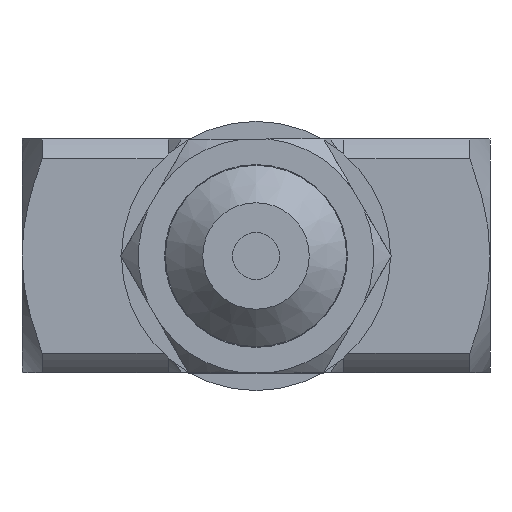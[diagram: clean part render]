
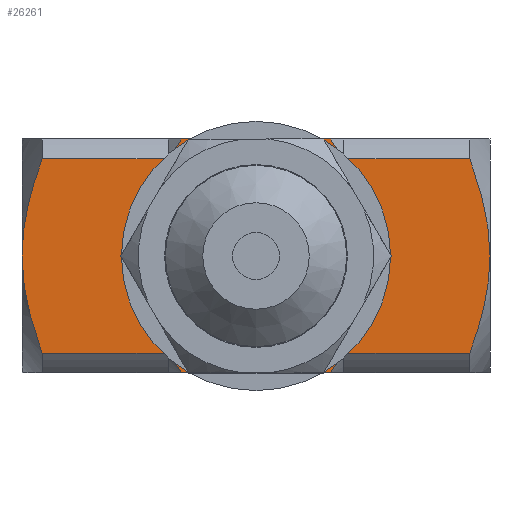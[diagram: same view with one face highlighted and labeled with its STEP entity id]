
A CAD part, front view. The second image highlights one B-rep face of the part: STEP entity #26261.
In plain terms, the highlighted planar face has unit normal (0, -1, 0).
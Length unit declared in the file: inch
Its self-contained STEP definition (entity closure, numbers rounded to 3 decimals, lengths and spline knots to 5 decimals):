
#1573=LINE('',#32924,#4173);
#4008=LINE('',#45678,#6608);
#4013=LINE('',#45762,#6613);
#4014=LINE('',#45768,#6614);
#4015=LINE('',#45806,#6615);
#4016=LINE('',#45823,#6616);
#4173=VECTOR('',#27859,0.3937);
#6608=VECTOR('',#31796,0.3937);
#6613=VECTOR('',#31881,0.3937);
#6614=VECTOR('',#31890,0.3937);
#6615=VECTOR('',#31933,0.3937);
#6616=VECTOR('',#31956,0.3937);
#6737=(
BOUNDED_CURVE()
B_SPLINE_CURVE(2,(#45748,#45749,#45750),.UNSPECIFIED.,.F.,.F.)
B_SPLINE_CURVE_WITH_KNOTS((3,3),(1.52621,1.93378),
 .UNSPECIFIED.)
CURVE()
GEOMETRIC_REPRESENTATION_ITEM()
RATIONAL_B_SPLINE_CURVE((1.015,1.009,1.))
REPRESENTATION_ITEM('')
);
#6738=(
BOUNDED_CURVE()
B_SPLINE_CURVE(2,(#45754,#45755,#45756),.UNSPECIFIED.,.F.,.F.)
B_SPLINE_CURVE_WITH_KNOTS((3,3),(0.,0.40758),.UNSPECIFIED.)
CURVE()
GEOMETRIC_REPRESENTATION_ITEM()
RATIONAL_B_SPLINE_CURVE((1.,1.009,1.015))
REPRESENTATION_ITEM('')
);
#6739=(
BOUNDED_CURVE()
B_SPLINE_CURVE(2,(#45772,#45773,#45774),.UNSPECIFIED.,.F.,.F.)
B_SPLINE_CURVE_WITH_KNOTS((3,3),(0.,1.35251),.UNSPECIFIED.)
CURVE()
GEOMETRIC_REPRESENTATION_ITEM()
RATIONAL_B_SPLINE_CURVE((1.,1.072,1.))
REPRESENTATION_ITEM('')
);
#6740=(
BOUNDED_CURVE()
B_SPLINE_CURVE(2,(#45779,#45780,#45781),.UNSPECIFIED.,.F.,.F.)
B_SPLINE_CURVE_WITH_KNOTS((3,3),(1.35251,2.70503),
 .UNSPECIFIED.)
CURVE()
GEOMETRIC_REPRESENTATION_ITEM()
RATIONAL_B_SPLINE_CURVE((1.,1.072,1.))
REPRESENTATION_ITEM('')
);
#6741=(
BOUNDED_CURVE()
B_SPLINE_CURVE(2,(#45790,#45791,#45792),.UNSPECIFIED.,.F.,.F.)
B_SPLINE_CURVE_WITH_KNOTS((3,3),(1.52621,1.93378),
 .UNSPECIFIED.)
CURVE()
GEOMETRIC_REPRESENTATION_ITEM()
RATIONAL_B_SPLINE_CURVE((1.015,1.009,1.))
REPRESENTATION_ITEM('')
);
#6742=(
BOUNDED_CURVE()
B_SPLINE_CURVE(2,(#45795,#45796,#45797),.UNSPECIFIED.,.F.,.F.)
B_SPLINE_CURVE_WITH_KNOTS((3,3),(0.,0.40758),.UNSPECIFIED.)
CURVE()
GEOMETRIC_REPRESENTATION_ITEM()
RATIONAL_B_SPLINE_CURVE((1.,1.009,1.015))
REPRESENTATION_ITEM('')
);
#6743=(
BOUNDED_CURVE()
B_SPLINE_CURVE(2,(#45814,#45815,#45816),.UNSPECIFIED.,.F.,.F.)
B_SPLINE_CURVE_WITH_KNOTS((3,3),(0.,1.35251),.UNSPECIFIED.)
CURVE()
GEOMETRIC_REPRESENTATION_ITEM()
RATIONAL_B_SPLINE_CURVE((1.,1.072,1.))
REPRESENTATION_ITEM('')
);
#6744=(
BOUNDED_CURVE()
B_SPLINE_CURVE(2,(#45826,#45827,#45828),.UNSPECIFIED.,.F.,.F.)
B_SPLINE_CURVE_WITH_KNOTS((3,3),(1.35251,2.70503),
 .UNSPECIFIED.)
CURVE()
GEOMETRIC_REPRESENTATION_ITEM()
RATIONAL_B_SPLINE_CURVE((1.,1.072,1.))
REPRESENTATION_ITEM('')
);
#7588=PLANE('',#27393);
#7782=FACE_BOUND('',#10729,.T.);
#9168=FACE_OUTER_BOUND('',#10728,.T.);
#10728=EDGE_LOOP('',(#24340,#24341,#24342,#24343,#24344,#24345,#24346,#24347,
#24348,#24349,#24350,#24351,#24352,#24353));
#10729=EDGE_LOOP('',(#24354));
#11038=CIRCLE('',#27394,0.31469);
#11240=VERTEX_POINT('',#32884);
#11251=VERTEX_POINT('',#32920);
#13467=VERTEX_POINT('',#45673);
#13468=VERTEX_POINT('',#45677);
#13478=VERTEX_POINT('',#45747);
#13479=VERTEX_POINT('',#45753);
#13480=VERTEX_POINT('',#45761);
#13481=VERTEX_POINT('',#45767);
#13482=VERTEX_POINT('',#45771);
#13483=VERTEX_POINT('',#45788);
#13484=VERTEX_POINT('',#45794);
#13485=VERTEX_POINT('',#45804);
#13486=VERTEX_POINT('',#45812);
#13487=VERTEX_POINT('',#45822);
#13488=VERTEX_POINT('',#45832);
#13798=EDGE_CURVE('',#11240,#11251,#1573,.T.);
#17121=EDGE_CURVE('',#13467,#13468,#4008,.T.);
#17134=EDGE_CURVE('',#13467,#13478,#6737,.T.);
#17136=EDGE_CURVE('',#13479,#11240,#6738,.T.);
#17139=EDGE_CURVE('',#13478,#13480,#4013,.T.);
#17142=EDGE_CURVE('',#13481,#13479,#4014,.T.);
#17144=EDGE_CURVE('',#13480,#13482,#6739,.T.);
#17147=EDGE_CURVE('',#13482,#13481,#6740,.T.);
#17152=EDGE_CURVE('',#11251,#13483,#6741,.T.);
#17153=EDGE_CURVE('',#13484,#13468,#6742,.T.);
#17158=EDGE_CURVE('',#13483,#13485,#4015,.T.);
#17162=EDGE_CURVE('',#13485,#13486,#6743,.T.);
#17165=EDGE_CURVE('',#13487,#13484,#4016,.T.);
#17167=EDGE_CURVE('',#13486,#13487,#6744,.T.);
#17169=EDGE_CURVE('',#13488,#13488,#11038,.T.);
#24340=ORIENTED_EDGE('',*,*,#17134,.T.);
#24341=ORIENTED_EDGE('',*,*,#17139,.T.);
#24342=ORIENTED_EDGE('',*,*,#17144,.T.);
#24343=ORIENTED_EDGE('',*,*,#17147,.T.);
#24344=ORIENTED_EDGE('',*,*,#17142,.T.);
#24345=ORIENTED_EDGE('',*,*,#17136,.T.);
#24346=ORIENTED_EDGE('',*,*,#13798,.T.);
#24347=ORIENTED_EDGE('',*,*,#17152,.T.);
#24348=ORIENTED_EDGE('',*,*,#17158,.T.);
#24349=ORIENTED_EDGE('',*,*,#17162,.T.);
#24350=ORIENTED_EDGE('',*,*,#17167,.T.);
#24351=ORIENTED_EDGE('',*,*,#17165,.T.);
#24352=ORIENTED_EDGE('',*,*,#17153,.T.);
#24353=ORIENTED_EDGE('',*,*,#17121,.F.);
#24354=ORIENTED_EDGE('',*,*,#17169,.F.);
#26261=ADVANCED_FACE('',(#9168,#7782),#7588,.T.);
#27393=AXIS2_PLACEMENT_3D('',#45831,#31965,#31966);
#27394=AXIS2_PLACEMENT_3D('',#45833,#31967,#31968);
#27859=DIRECTION('',(1.,0.,0.));
#31796=DIRECTION('',(1.,0.,0.));
#31881=DIRECTION('',(-1.,0.,0.));
#31890=DIRECTION('',(1.,0.,0.));
#31933=DIRECTION('',(1.,0.,0.));
#31956=DIRECTION('',(-1.,0.,0.));
#31965=DIRECTION('center_axis',(0.,-1.,0.));
#31966=DIRECTION('ref_axis',(0.,0.,-1.));
#31967=DIRECTION('center_axis',(0.,-1.,0.));
#31968=DIRECTION('ref_axis',(-1.,0.,0.));
#32884=CARTESIAN_POINT('',(0.85263,-0.625,-0.625));
#32920=CARTESIAN_POINT('',(1.64737,-0.625,-0.625));
#32924=CARTESIAN_POINT('',(0.,-0.625,-0.625));
#45673=CARTESIAN_POINT('',(0.85263,-0.625,0.625));
#45677=CARTESIAN_POINT('',(1.64737,-0.625,0.625));
#45678=CARTESIAN_POINT('',(0.,-0.625,0.625));
#45747=CARTESIAN_POINT('',(0.78125,-0.625,0.51916));
#45748=CARTESIAN_POINT('Ctrl Pts',(0.85263,-0.625,0.625));
#45749=CARTESIAN_POINT('Ctrl Pts',(0.81364,-0.625,0.56986));
#45750=CARTESIAN_POINT('Ctrl Pts',(0.78125,-0.625,0.51916));
#45753=CARTESIAN_POINT('',(0.78125,-0.625,-0.51916));
#45754=CARTESIAN_POINT('Ctrl Pts',(0.78125,-0.625,-0.51916));
#45755=CARTESIAN_POINT('Ctrl Pts',(0.81364,-0.625,-0.56986));
#45756=CARTESIAN_POINT('Ctrl Pts',(0.85263,-0.625,-0.625));
#45761=CARTESIAN_POINT('',(0.10825,-0.625,0.51916));
#45762=CARTESIAN_POINT('',(0.46279,-0.625,0.51916));
#45767=CARTESIAN_POINT('',(0.10825,-0.625,-0.51916));
#45768=CARTESIAN_POINT('',(0.46279,-0.625,-0.51916));
#45771=CARTESIAN_POINT('',(0.,-0.625,0.));
#45772=CARTESIAN_POINT('Ctrl Pts',(0.10825,-0.625,0.51916));
#45773=CARTESIAN_POINT('Ctrl Pts',(0.,-0.625,0.22572));
#45774=CARTESIAN_POINT('Ctrl Pts',(0.,-0.625,0.));
#45779=CARTESIAN_POINT('Ctrl Pts',(0.,-0.625,0.));
#45780=CARTESIAN_POINT('Ctrl Pts',(0.,-0.625,-0.22572));
#45781=CARTESIAN_POINT('Ctrl Pts',(0.10825,-0.625,-0.51916));
#45788=CARTESIAN_POINT('',(1.71875,-0.625,-0.51916));
#45790=CARTESIAN_POINT('Ctrl Pts',(1.64737,-0.625,-0.625));
#45791=CARTESIAN_POINT('Ctrl Pts',(1.68636,-0.625,-0.56986));
#45792=CARTESIAN_POINT('Ctrl Pts',(1.71875,-0.625,-0.51916));
#45794=CARTESIAN_POINT('',(1.71875,-0.625,0.51916));
#45795=CARTESIAN_POINT('Ctrl Pts',(1.71875,-0.625,0.51916));
#45796=CARTESIAN_POINT('Ctrl Pts',(1.68636,-0.625,0.56986));
#45797=CARTESIAN_POINT('Ctrl Pts',(1.64737,-0.625,0.625));
#45804=CARTESIAN_POINT('',(2.39175,-0.625,-0.51916));
#45806=CARTESIAN_POINT('',(2.3737,-0.625,-0.51916));
#45812=CARTESIAN_POINT('',(2.5,-0.625,0.));
#45814=CARTESIAN_POINT('Ctrl Pts',(2.39175,-0.625,-0.51916));
#45815=CARTESIAN_POINT('Ctrl Pts',(2.5,-0.625,-0.22572));
#45816=CARTESIAN_POINT('Ctrl Pts',(2.5,-0.625,0.));
#45822=CARTESIAN_POINT('',(2.39175,-0.625,0.51916));
#45823=CARTESIAN_POINT('',(2.3737,-0.625,0.51916));
#45826=CARTESIAN_POINT('Ctrl Pts',(2.5,-0.625,0.));
#45827=CARTESIAN_POINT('Ctrl Pts',(2.5,-0.625,0.22572));
#45828=CARTESIAN_POINT('Ctrl Pts',(2.39175,-0.625,0.51916));
#45831=CARTESIAN_POINT('Origin',(0.,-0.625,0.625));
#45832=CARTESIAN_POINT('',(1.56469,-0.625,0.));
#45833=CARTESIAN_POINT('Origin',(1.25,-0.625,0.));
